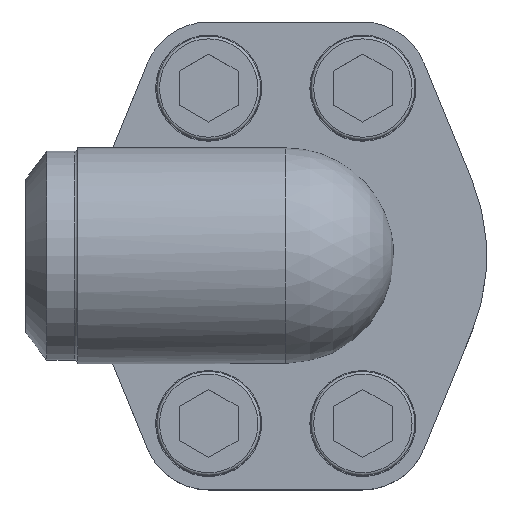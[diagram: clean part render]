
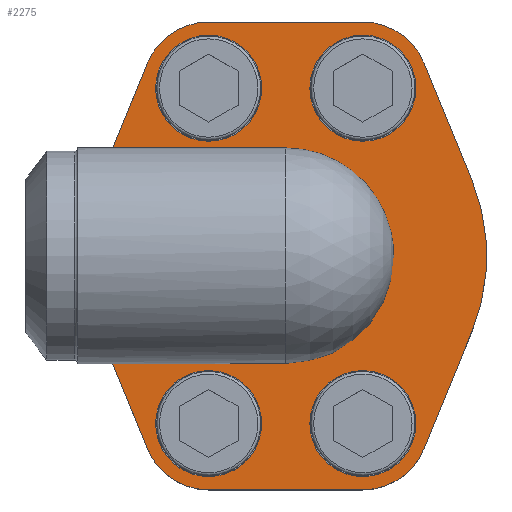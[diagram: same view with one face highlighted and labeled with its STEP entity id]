
A CAD part, top view. The second image highlights one B-rep face of the part: STEP entity #2275.
In plain terms, the highlighted planar face has unit normal (0, 0, 1).
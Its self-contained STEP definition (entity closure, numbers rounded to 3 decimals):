
#52=LINE('',#3180,#152);
#53=LINE('',#3182,#153);
#54=LINE('',#3186,#154);
#55=LINE('',#3190,#155);
#56=LINE('',#3194,#156);
#57=LINE('',#3198,#157);
#58=LINE('',#3202,#158);
#59=LINE('',#3204,#159);
#152=VECTOR('',#2652,1000.);
#153=VECTOR('',#2653,1000.);
#154=VECTOR('',#2656,1000.);
#155=VECTOR('',#2659,1000.);
#156=VECTOR('',#2662,1000.);
#157=VECTOR('',#2665,1000.);
#158=VECTOR('',#2668,1000.);
#159=VECTOR('',#2669,1000.);
#246=PLANE('',#2411);
#337=ORIENTED_EDGE('',*,*,#707,.F.);
#338=ORIENTED_EDGE('',*,*,#708,.F.);
#339=ORIENTED_EDGE('',*,*,#709,.F.);
#340=ORIENTED_EDGE('',*,*,#710,.F.);
#341=ORIENTED_EDGE('',*,*,#711,.F.);
#342=ORIENTED_EDGE('',*,*,#712,.T.);
#343=ORIENTED_EDGE('',*,*,#713,.T.);
#344=ORIENTED_EDGE('',*,*,#714,.T.);
#345=ORIENTED_EDGE('',*,*,#715,.T.);
#346=ORIENTED_EDGE('',*,*,#716,.T.);
#347=ORIENTED_EDGE('',*,*,#717,.T.);
#348=ORIENTED_EDGE('',*,*,#718,.T.);
#349=ORIENTED_EDGE('',*,*,#719,.T.);
#350=ORIENTED_EDGE('',*,*,#720,.T.);
#351=ORIENTED_EDGE('',*,*,#721,.T.);
#352=ORIENTED_EDGE('',*,*,#722,.T.);
#353=ORIENTED_EDGE('',*,*,#723,.T.);
#354=ORIENTED_EDGE('',*,*,#724,.T.);
#707=EDGE_CURVE('',#893,#893,#1030,.T.);
#708=EDGE_CURVE('',#894,#894,#1031,.T.);
#709=EDGE_CURVE('',#895,#895,#1032,.T.);
#710=EDGE_CURVE('',#896,#896,#1033,.T.);
#711=EDGE_CURVE('',#897,#898,#1034,.T.);
#712=EDGE_CURVE('',#897,#899,#52,.F.);
#713=EDGE_CURVE('',#899,#900,#53,.T.);
#714=EDGE_CURVE('',#900,#901,#1035,.T.);
#715=EDGE_CURVE('',#901,#902,#54,.T.);
#716=EDGE_CURVE('',#902,#903,#1036,.T.);
#717=EDGE_CURVE('',#903,#904,#55,.T.);
#718=EDGE_CURVE('',#904,#905,#1037,.T.);
#719=EDGE_CURVE('',#905,#906,#56,.T.);
#720=EDGE_CURVE('',#906,#907,#1038,.T.);
#721=EDGE_CURVE('',#907,#908,#57,.T.);
#722=EDGE_CURVE('',#908,#909,#1039,.T.);
#723=EDGE_CURVE('',#909,#910,#58,.T.);
#724=EDGE_CURVE('',#910,#898,#59,.T.);
#893=VERTEX_POINT('',#3170);
#894=VERTEX_POINT('',#3172);
#895=VERTEX_POINT('',#3174);
#896=VERTEX_POINT('',#3176);
#897=VERTEX_POINT('',#3178);
#898=VERTEX_POINT('',#3179);
#899=VERTEX_POINT('',#3181);
#900=VERTEX_POINT('',#3183);
#901=VERTEX_POINT('',#3185);
#902=VERTEX_POINT('',#3187);
#903=VERTEX_POINT('',#3189);
#904=VERTEX_POINT('',#3191);
#905=VERTEX_POINT('',#3193);
#906=VERTEX_POINT('',#3195);
#907=VERTEX_POINT('',#3197);
#908=VERTEX_POINT('',#3199);
#909=VERTEX_POINT('',#3201);
#910=VERTEX_POINT('',#3203);
#1030=CIRCLE('',#2412,15.3);
#1031=CIRCLE('',#2413,15.3);
#1032=CIRCLE('',#2414,15.3);
#1033=CIRCLE('',#2415,15.3);
#1034=CIRCLE('',#2416,30.15);
#1035=CIRCLE('',#2417,19.1);
#1036=CIRCLE('',#2418,19.1);
#1037=CIRCLE('',#2419,58.);
#1038=CIRCLE('',#2420,19.1);
#1039=CIRCLE('',#2421,19.1);
#1109=EDGE_LOOP('',(#337));
#1110=EDGE_LOOP('',(#338));
#1111=EDGE_LOOP('',(#339));
#1112=EDGE_LOOP('',(#340));
#1113=EDGE_LOOP('',(#341,#342,#343,#344,#345,#346,#347,#348,#349,#350,#351,
#352,#353,#354));
#1290=FACE_BOUND('',#1109,.T.);
#1291=FACE_BOUND('',#1110,.T.);
#1292=FACE_BOUND('',#1111,.T.);
#1293=FACE_BOUND('',#1112,.T.);
#1294=FACE_BOUND('',#1113,.T.);
#2275=ADVANCED_FACE('',(#1290,#1291,#1292,#1293,#1294),#246,.T.);
#2411=AXIS2_PLACEMENT_3D('',#3168,#2640,#2641);
#2412=AXIS2_PLACEMENT_3D('',#3169,#2642,#2643);
#2413=AXIS2_PLACEMENT_3D('',#3171,#2644,#2645);
#2414=AXIS2_PLACEMENT_3D('',#3173,#2646,#2647);
#2415=AXIS2_PLACEMENT_3D('',#3175,#2648,#2649);
#2416=AXIS2_PLACEMENT_3D('',#3177,#2650,#2651);
#2417=AXIS2_PLACEMENT_3D('',#3184,#2654,#2655);
#2418=AXIS2_PLACEMENT_3D('',#3188,#2657,#2658);
#2419=AXIS2_PLACEMENT_3D('',#3192,#2660,#2661);
#2420=AXIS2_PLACEMENT_3D('',#3196,#2663,#2664);
#2421=AXIS2_PLACEMENT_3D('',#3200,#2666,#2667);
#2640=DIRECTION('',(0.,0.,1.));
#2641=DIRECTION('',(1.,0.,0.));
#2642=DIRECTION('',(0.,0.,1.));
#2643=DIRECTION('',(1.,0.,0.));
#2644=DIRECTION('',(0.,0.,1.));
#2645=DIRECTION('',(1.,0.,0.));
#2646=DIRECTION('',(0.,0.,1.));
#2647=DIRECTION('',(1.,0.,0.));
#2648=DIRECTION('',(0.,0.,1.));
#2649=DIRECTION('',(1.,0.,0.));
#2650=DIRECTION('',(0.,0.,1.));
#2651=DIRECTION('',(1.,0.,0.));
#2652=DIRECTION('',(1.,0.,0.));
#2653=DIRECTION('',(0.378,-0.926,0.));
#2654=DIRECTION('',(0.,0.,1.));
#2655=DIRECTION('',(1.,0.,0.));
#2656=DIRECTION('',(1.,0.,0.));
#2657=DIRECTION('',(0.,0.,1.));
#2658=DIRECTION('',(1.,0.,0.));
#2659=DIRECTION('',(0.378,0.926,0.));
#2660=DIRECTION('',(0.,0.,1.));
#2661=DIRECTION('',(1.,0.,0.));
#2662=DIRECTION('',(-0.378,0.926,0.));
#2663=DIRECTION('',(0.,0.,1.));
#2664=DIRECTION('',(1.,0.,0.));
#2665=DIRECTION('',(-1.,0.,0.));
#2666=DIRECTION('',(0.,0.,1.));
#2667=DIRECTION('',(1.,0.,0.));
#2668=DIRECTION('',(-0.378,-0.926,0.));
#2669=DIRECTION('',(1.,0.,0.));
#3168=CARTESIAN_POINT('',(0.,0.,35.));
#3169=CARTESIAN_POINT('',(22.25,-48.4,35.));
#3170=CARTESIAN_POINT('',(37.55,-48.4,35.));
#3171=CARTESIAN_POINT('',(-22.25,-48.4,35.));
#3172=CARTESIAN_POINT('',(-6.95,-48.4,35.));
#3173=CARTESIAN_POINT('',(-22.25,48.4,35.));
#3174=CARTESIAN_POINT('',(-6.95,48.4,35.));
#3175=CARTESIAN_POINT('',(22.25,48.4,35.));
#3176=CARTESIAN_POINT('',(37.55,48.4,35.));
#3177=CARTESIAN_POINT('',(0.,0.,35.));
#3178=CARTESIAN_POINT('',(-6.221,-29.501,35.));
#3179=CARTESIAN_POINT('',(-6.221,29.501,35.));
#3180=CARTESIAN_POINT('',(0.,-29.501,35.));
#3181=CARTESIAN_POINT('',(-50.602,-29.501,35.));
#3182=CARTESIAN_POINT('',(-53.693,-21.932,35.));
#3183=CARTESIAN_POINT('',(-39.932,-55.623,35.));
#3184=CARTESIAN_POINT('',(-22.25,-48.4,35.));
#3185=CARTESIAN_POINT('',(-22.25,-67.5,35.));
#3186=CARTESIAN_POINT('',(-22.25,-67.5,35.));
#3187=CARTESIAN_POINT('',(22.25,-67.5,35.));
#3188=CARTESIAN_POINT('',(22.25,-48.4,35.));
#3189=CARTESIAN_POINT('',(39.932,-55.623,35.));
#3190=CARTESIAN_POINT('',(39.932,-55.623,35.));
#3191=CARTESIAN_POINT('',(53.693,-21.932,35.));
#3192=CARTESIAN_POINT('',(0.,0.,35.));
#3193=CARTESIAN_POINT('',(53.693,21.932,35.));
#3194=CARTESIAN_POINT('',(53.693,21.932,35.));
#3195=CARTESIAN_POINT('',(39.932,55.623,35.));
#3196=CARTESIAN_POINT('',(22.25,48.4,35.));
#3197=CARTESIAN_POINT('',(22.25,67.5,35.));
#3198=CARTESIAN_POINT('',(22.25,67.5,35.));
#3199=CARTESIAN_POINT('',(-22.25,67.5,35.));
#3200=CARTESIAN_POINT('',(-22.25,48.4,35.));
#3201=CARTESIAN_POINT('',(-39.932,55.623,35.));
#3202=CARTESIAN_POINT('',(-39.932,55.623,35.));
#3203=CARTESIAN_POINT('',(-50.602,29.501,35.));
#3204=CARTESIAN_POINT('',(0.,29.501,35.));
